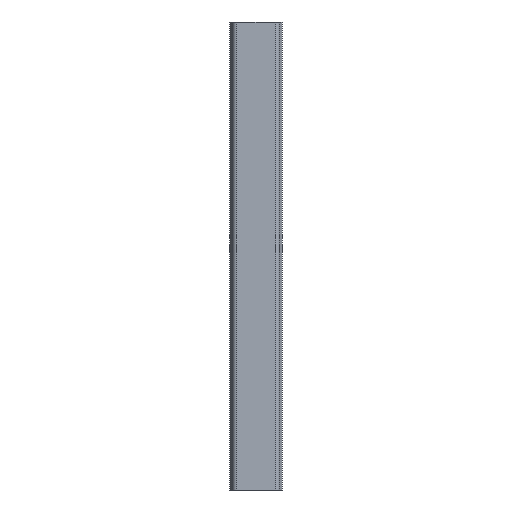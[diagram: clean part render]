
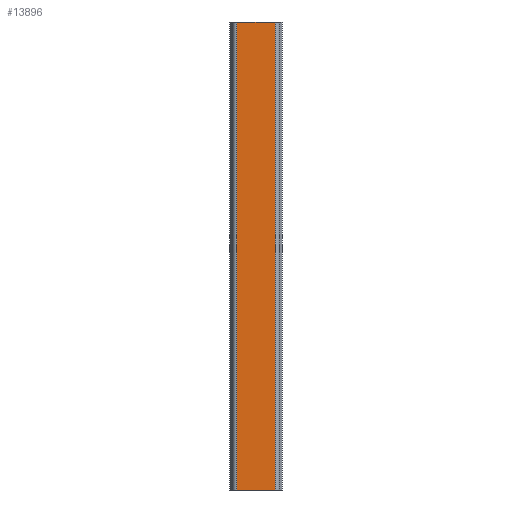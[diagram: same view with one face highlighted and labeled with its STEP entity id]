
A CAD part, front view. The second image highlights one B-rep face of the part: STEP entity #13896.
In plain terms, the highlighted planar face has unit normal (0, -1, 0).
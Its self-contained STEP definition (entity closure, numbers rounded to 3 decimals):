
#462=PLANE('',#20115);
#998=FACE_OUTER_BOUND('',#1964,.T.);
#1964=EDGE_LOOP('',(#7869,#7870,#7871,#7872));
#3079=VERTEX_POINT('',#28820);
#3082=VERTEX_POINT('',#28825);
#3109=VERTEX_POINT('',#28907);
#3110=VERTEX_POINT('',#28909);
#4994=EDGE_CURVE('',#3082,#3079,#16223,.T.);
#5035=EDGE_CURVE('',#3110,#3109,#16251,.T.);
#5037=EDGE_CURVE('',#3109,#3079,#16252,.T.);
#5038=EDGE_CURVE('',#3082,#3110,#16253,.T.);
#7869=ORIENTED_EDGE('',*,*,#5037,.T.);
#7870=ORIENTED_EDGE('',*,*,#4994,.F.);
#7871=ORIENTED_EDGE('',*,*,#5038,.T.);
#7872=ORIENTED_EDGE('',*,*,#5035,.T.);
#13896=ADVANCED_FACE('',(#998),#462,.T.);
#16223=LINE('',#28827,#18153);
#16251=LINE('',#28910,#18181);
#16252=LINE('',#28913,#18182);
#16253=LINE('',#28914,#18183);
#18153=VECTOR('',#22394,500.);
#18181=VECTOR('',#22476,500.);
#18182=VECTOR('',#22481,40.774);
#18183=VECTOR('',#22482,40.774);
#20115=AXIS2_PLACEMENT_3D('',#28912,#22479,#22480);
#22394=DIRECTION('',(0.,0.,1.));
#22476=DIRECTION('',(0.,0.,1.));
#22479=DIRECTION('center_axis',(0.,-1.,0.));
#22480=DIRECTION('ref_axis',(0.,0.,-1.));
#22481=DIRECTION('',(-1.,0.,0.));
#22482=DIRECTION('',(1.,0.,0.));
#28820=CARTESIAN_POINT('',(-20.387,0.,500.));
#28825=CARTESIAN_POINT('',(-20.387,0.,0.));
#28827=CARTESIAN_POINT('',(-20.387,0.,0.));
#28907=CARTESIAN_POINT('',(20.387,0.,500.));
#28909=CARTESIAN_POINT('',(20.387,0.,0.));
#28910=CARTESIAN_POINT('',(20.387,0.,0.));
#28912=CARTESIAN_POINT('Origin',(20.387,0.,
0.));
#28913=CARTESIAN_POINT('',(-20.387,0.,500.));
#28914=CARTESIAN_POINT('',(-20.387,0.,0.));
